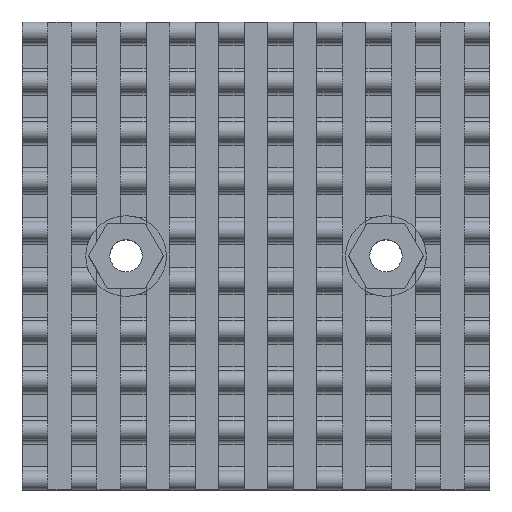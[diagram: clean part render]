
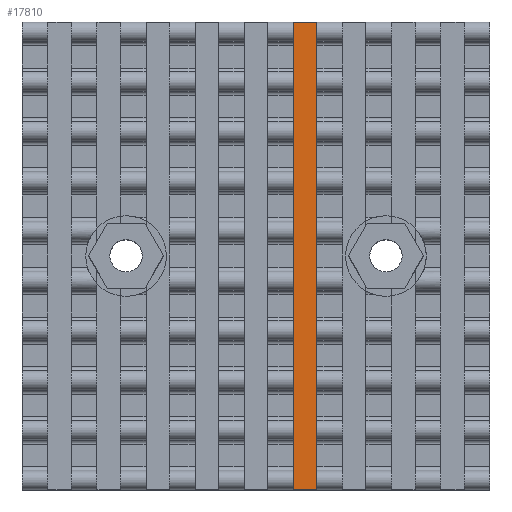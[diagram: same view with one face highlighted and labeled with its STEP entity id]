
A CAD part, top view. The second image highlights one B-rep face of the part: STEP entity #17810.
In plain terms, the highlighted planar face has unit normal (0, 0, 1).
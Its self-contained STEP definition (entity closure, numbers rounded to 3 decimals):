
#1437 = PLANE('',#1438);
#1438 = AXIS2_PLACEMENT_3D('',#1439,#1440,#1441);
#1439 = CARTESIAN_POINT('',(-18.,-18.,11.55));
#1440 = DIRECTION('',(0.,1.,0.));
#1441 = DIRECTION('',(0.,0.,-1.));
#1493 = PLANE('',#1494);
#1494 = AXIS2_PLACEMENT_3D('',#1495,#1496,#1497);
#1495 = CARTESIAN_POINT('',(-18.,18.,11.55));
#1496 = DIRECTION('',(0.,1.,0.));
#1497 = DIRECTION('',(0.,0.,-1.));
#5043 = VERTEX_POINT('',#5044);
#5044 = CARTESIAN_POINT('',(2.88,-18.,3.3));
#5058 = PLANE('',#5059);
#5059 = AXIS2_PLACEMENT_3D('',#5060,#5061,#5062);
#5060 = CARTESIAN_POINT('',(2.88,-18.,3.3));
#5061 = DIRECTION('',(1.,0.,0.));
#5062 = DIRECTION('',(0.,0.,1.));
#5070 = EDGE_CURVE('',#5071,#5043,#5073,.T.);
#5071 = VERTEX_POINT('',#5072);
#5072 = CARTESIAN_POINT('',(4.68,-18.,3.3));
#5073 = SURFACE_CURVE('',#5074,(#5078,#5085),.PCURVE_S1.);
#5074 = LINE('',#5075,#5076);
#5075 = CARTESIAN_POINT('',(4.68,-18.,3.3));
#5076 = VECTOR('',#5077,1.);
#5077 = DIRECTION('',(-1.,0.,0.));
#5078 = PCURVE('',#1437,#5079);
#5079 = DEFINITIONAL_REPRESENTATION('',(#5080),#5084);
#5080 = LINE('',#5081,#5082);
#5081 = CARTESIAN_POINT('',(8.25,-22.68));
#5082 = VECTOR('',#5083,1.);
#5083 = DIRECTION('',(0.,1.));
#5084 = ( GEOMETRIC_REPRESENTATION_CONTEXT(2) 
PARAMETRIC_REPRESENTATION_CONTEXT() REPRESENTATION_CONTEXT('2D SPACE',''
  ) );
#5085 = PCURVE('',#5086,#5091);
#5086 = PLANE('',#5087);
#5087 = AXIS2_PLACEMENT_3D('',#5088,#5089,#5090);
#5088 = CARTESIAN_POINT('',(4.68,-18.,3.3));
#5089 = DIRECTION('',(0.,0.,1.));
#5090 = DIRECTION('',(-1.,0.,0.));
#5091 = DEFINITIONAL_REPRESENTATION('',(#5092),#5096);
#5092 = LINE('',#5093,#5094);
#5093 = CARTESIAN_POINT('',(0.,0.));
#5094 = VECTOR('',#5095,1.);
#5095 = DIRECTION('',(1.,0.));
#5096 = ( GEOMETRIC_REPRESENTATION_CONTEXT(2) 
PARAMETRIC_REPRESENTATION_CONTEXT() REPRESENTATION_CONTEXT('2D SPACE',''
  ) );
#5114 = PLANE('',#5115);
#5115 = AXIS2_PLACEMENT_3D('',#5116,#5117,#5118);
#5116 = CARTESIAN_POINT('',(4.68,-18.,13.55));
#5117 = DIRECTION('',(-1.,-0.,-0.));
#5118 = DIRECTION('',(0.,0.,-1.));
#7385 = VERTEX_POINT('',#7386);
#7386 = CARTESIAN_POINT('',(2.88,18.,3.3));
#7407 = EDGE_CURVE('',#7385,#7408,#7410,.T.);
#7408 = VERTEX_POINT('',#7409);
#7409 = CARTESIAN_POINT('',(4.68,18.,3.3));
#7410 = SURFACE_CURVE('',#7411,(#7415,#7422),.PCURVE_S1.);
#7411 = LINE('',#7412,#7413);
#7412 = CARTESIAN_POINT('',(-6.66,18.,3.3));
#7413 = VECTOR('',#7414,1.);
#7414 = DIRECTION('',(1.,0.,0.));
#7415 = PCURVE('',#1493,#7416);
#7416 = DEFINITIONAL_REPRESENTATION('',(#7417),#7421);
#7417 = LINE('',#7418,#7419);
#7418 = CARTESIAN_POINT('',(8.25,-11.34));
#7419 = VECTOR('',#7420,1.);
#7420 = DIRECTION('',(0.,-1.));
#7421 = ( GEOMETRIC_REPRESENTATION_CONTEXT(2) 
PARAMETRIC_REPRESENTATION_CONTEXT() REPRESENTATION_CONTEXT('2D SPACE',''
  ) );
#7422 = PCURVE('',#5086,#7423);
#7423 = DEFINITIONAL_REPRESENTATION('',(#7424),#7428);
#7424 = LINE('',#7425,#7426);
#7425 = CARTESIAN_POINT('',(11.34,-36.));
#7426 = VECTOR('',#7427,1.);
#7427 = DIRECTION('',(-1.,0.));
#7428 = ( GEOMETRIC_REPRESENTATION_CONTEXT(2) 
PARAMETRIC_REPRESENTATION_CONTEXT() REPRESENTATION_CONTEXT('2D SPACE',''
  ) );
#17790 = EDGE_CURVE('',#5071,#7408,#17791,.T.);
#17791 = SURFACE_CURVE('',#17792,(#17796,#17803),.PCURVE_S1.);
#17792 = LINE('',#17793,#17794);
#17793 = CARTESIAN_POINT('',(4.68,-18.,3.3));
#17794 = VECTOR('',#17795,1.);
#17795 = DIRECTION('',(0.,1.,0.));
#17796 = PCURVE('',#5114,#17797);
#17797 = DEFINITIONAL_REPRESENTATION('',(#17798),#17802);
#17798 = LINE('',#17799,#17800);
#17799 = CARTESIAN_POINT('',(10.25,0.));
#17800 = VECTOR('',#17801,1.);
#17801 = DIRECTION('',(0.,-1.));
#17802 = ( GEOMETRIC_REPRESENTATION_CONTEXT(2) 
PARAMETRIC_REPRESENTATION_CONTEXT() REPRESENTATION_CONTEXT('2D SPACE',''
  ) );
#17803 = PCURVE('',#5086,#17804);
#17804 = DEFINITIONAL_REPRESENTATION('',(#17805),#17809);
#17805 = LINE('',#17806,#17807);
#17806 = CARTESIAN_POINT('',(-0.,-0.));
#17807 = VECTOR('',#17808,1.);
#17808 = DIRECTION('',(0.,-1.));
#17809 = ( GEOMETRIC_REPRESENTATION_CONTEXT(2) 
PARAMETRIC_REPRESENTATION_CONTEXT() REPRESENTATION_CONTEXT('2D SPACE',''
  ) );
#17810 = ADVANCED_FACE('',(#17811),#5086,.T.);
#17811 = FACE_BOUND('',#17812,.T.);
#17812 = EDGE_LOOP('',(#17813,#17814,#17815,#17816));
#17813 = ORIENTED_EDGE('',*,*,#5070,.F.);
#17814 = ORIENTED_EDGE('',*,*,#17790,.T.);
#17815 = ORIENTED_EDGE('',*,*,#7407,.F.);
#17816 = ORIENTED_EDGE('',*,*,#17817,.F.);
#17817 = EDGE_CURVE('',#5043,#7385,#17818,.T.);
#17818 = SURFACE_CURVE('',#17819,(#17823,#17830),.PCURVE_S1.);
#17819 = LINE('',#17820,#17821);
#17820 = CARTESIAN_POINT('',(2.88,-18.,3.3));
#17821 = VECTOR('',#17822,1.);
#17822 = DIRECTION('',(0.,1.,0.));
#17823 = PCURVE('',#5086,#17824);
#17824 = DEFINITIONAL_REPRESENTATION('',(#17825),#17829);
#17825 = LINE('',#17826,#17827);
#17826 = CARTESIAN_POINT('',(1.8,0.));
#17827 = VECTOR('',#17828,1.);
#17828 = DIRECTION('',(0.,-1.));
#17829 = ( GEOMETRIC_REPRESENTATION_CONTEXT(2) 
PARAMETRIC_REPRESENTATION_CONTEXT() REPRESENTATION_CONTEXT('2D SPACE',''
  ) );
#17830 = PCURVE('',#5058,#17831);
#17831 = DEFINITIONAL_REPRESENTATION('',(#17832),#17836);
#17832 = LINE('',#17833,#17834);
#17833 = CARTESIAN_POINT('',(0.,-0.));
#17834 = VECTOR('',#17835,1.);
#17835 = DIRECTION('',(0.,-1.));
#17836 = ( GEOMETRIC_REPRESENTATION_CONTEXT(2) 
PARAMETRIC_REPRESENTATION_CONTEXT() REPRESENTATION_CONTEXT('2D SPACE',''
  ) );
